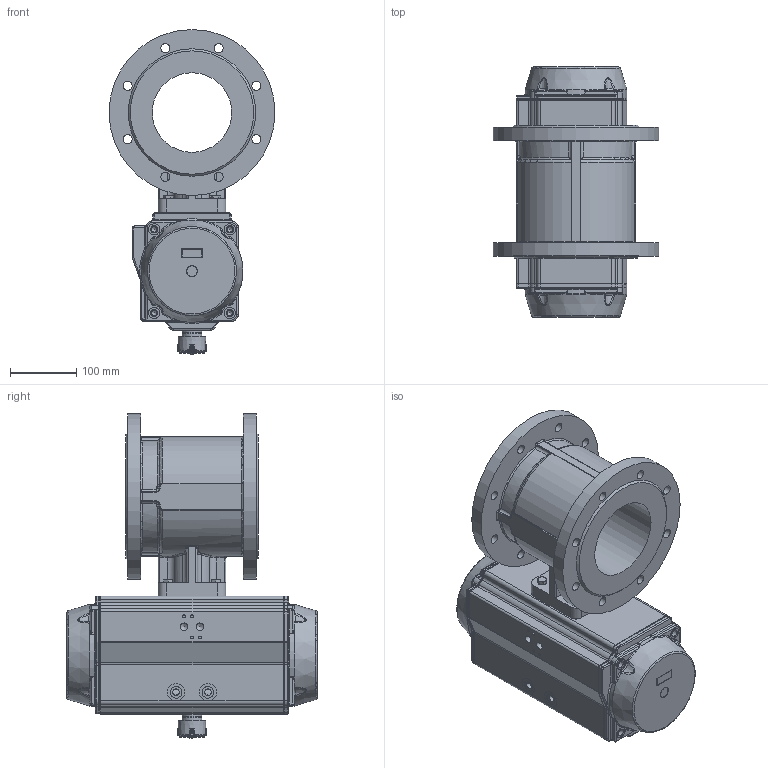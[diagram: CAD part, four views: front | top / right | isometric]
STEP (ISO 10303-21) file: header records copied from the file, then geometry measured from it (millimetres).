
FILE_DESCRIPTION(/* description */ ('Unknown'),/* implementation_level */ '2;1');
FILE_NAME(/* name */ 'PE080909-13GW',/* time_stamp */ '2025-02-06T12:48:07+01:00',/* author */ ('Unknown'),/* organization */ ('Unknown'),/* preprocessor_version */ 'ST-DEVELOPER v19.4',/* originating_system */ 'Solid Edge',/* authorisation */ 'Unknown');
FILE_SCHEMA (('AUTOMOTIVE_DESIGN {1 0 10303 214 3 1 1}'));
Products named in the file (13): PE080909-13GW; DIN 933 M8x35 A2-70 BLK_EDST; 4.150_160.125; PD09_PE08; VTE140埴詰; vt140-2016-06-25; vt140左端盖（模具厂）_MIR; huosai140; VT140-03-C 陔粣; Optische Anzeige; ______; ________(___________; cup head nib bolts with large head gb_GB_FASTENER_BOLT_CHNBW M6X25-N
Assembly tree (19 placements, depth 4):
  PE080909-13GW
    DIN 933 M8x35 A2-70 BLK_EDST  x4
    4.150_160.125
    PD09_PE08
      VTE140埴詰
      vt140-2016-06-25
      vt140左端盖（模具厂）_MIR
      huosai140  x2
      VT140-03-C 陔粣
      Optische Anzeige
        ______
        ________(___________  x4
        cup head nib bolts with large head gb_GB_FASTENER_BOLT_CHNBW M6X25-N
Bounding box: 250 x 377 x 489.5 mm (x, y, z)
Volume: 8736744.5 mm3; surface area: 1221810.7 mm2
Topology: 18 solids, 18 shells, 2935 faces, 7285 edges, 4493 vertices
Faces by surface type: plane 878, cylinder 861, bspline 602, torus 342, cone 236, sphere 16
Full cylindrical faces by diameter (mm): 3 x16, 3.3 x8, 4.134 x8, 4.66 x1, 5 x1, 6 x1, 6.2 x1, 8 x5, 8.376 x12, 10 x4, 10.106 x6, 11.445 x2, 13 x4, 13.835 x16, 17 x4, 17.5 x2, 24.9 x1, 26 x3, 26.4 x1, 28.1 x1, 29 x1, 30 x5, 38.5 x1, 41 x1, 43 x2, 50 x1, 57 x1, 59 x1, 63 x4, 120 x1
Entity records: 98055 total; most frequent: CARTESIAN_POINT 45552, ORIENTED_EDGE 11070, DIRECTION 9176, EDGE_CURVE 5535, AXIS2_PLACEMENT_3D 3598, VERTEX_POINT 3562, FACE_BOUND 2817, EDGE_LOOP 2795
